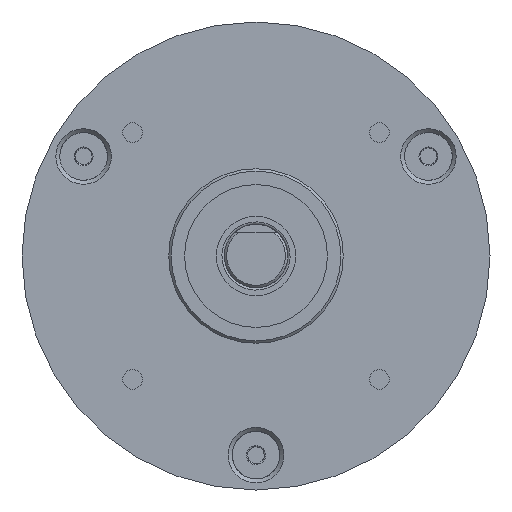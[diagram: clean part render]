
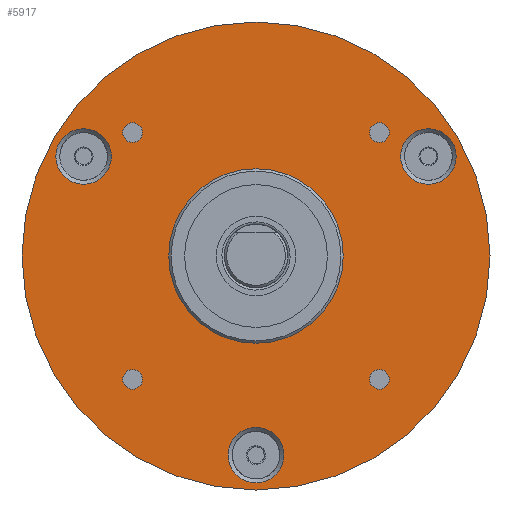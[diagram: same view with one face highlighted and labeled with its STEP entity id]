
A CAD part, front view. The second image highlights one B-rep face of the part: STEP entity #5917.
In plain terms, the highlighted planar face has unit normal (0, -1, 0).
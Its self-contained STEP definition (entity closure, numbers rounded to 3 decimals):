
#44 = DIRECTION ( 'NONE',  ( 1., 0., 0. ) ) ;
#89 = ORIENTED_EDGE ( 'NONE', *, *, #9180, .F. ) ;
#106 = VERTEX_POINT ( 'NONE', #2263 ) ;
#232 = FACE_BOUND ( 'NONE', #11209, .T. ) ;
#353 = CIRCLE ( 'NONE', #5154, 29.5 ) ;
#601 = CARTESIAN_POINT ( 'NONE',  ( 16.806, -7.5, -15.556 ) ) ;
#636 = CARTESIAN_POINT ( 'NONE',  ( 16.806, -7.5, 15.556 ) ) ;
#799 = CIRCLE ( 'NONE', #7564, 1.25 ) ;
#1132 = CIRCLE ( 'NONE', #3744, 1.25 ) ;
#1195 = AXIS2_PLACEMENT_3D ( 'NONE', #4074, #3119, #1407 ) ;
#1203 = FACE_BOUND ( 'NONE', #4118, .T. ) ;
#1212 = DIRECTION ( 'NONE',  ( 1., 0., 0. ) ) ;
#1265 = CARTESIAN_POINT ( 'NONE',  ( 0., -7.5, -25.1 ) ) ;
#1313 = EDGE_LOOP ( 'NONE', ( #9762 ) ) ;
#1407 = DIRECTION ( 'NONE',  ( 1., 0., 0. ) ) ;
#1489 = EDGE_CURVE ( 'NONE', #8680, #8680, #9596, .T. ) ;
#1497 = VERTEX_POINT ( 'NONE', #601 ) ;
#1671 = CIRCLE ( 'NONE', #4802, 1.25 ) ;
#1789 = FACE_OUTER_BOUND ( 'NONE', #1313, .T. ) ;
#2213 = DIRECTION ( 'NONE',  ( 0., -1., 0. ) ) ;
#2263 = CARTESIAN_POINT ( 'NONE',  ( 25.237, -7.5, 12.55 ) ) ;
#2464 = DIRECTION ( 'NONE',  ( 0., -1., 0. ) ) ;
#2668 = EDGE_CURVE ( 'NONE', #9119, #9119, #10160, .T. ) ;
#2818 = EDGE_LOOP ( 'NONE', ( #11589 ) ) ;
#3119 = DIRECTION ( 'NONE',  ( 0., -1., 0. ) ) ;
#3145 = CARTESIAN_POINT ( 'NONE',  ( -21.737, -7.5, 12.55 ) ) ;
#3662 = DIRECTION ( 'NONE',  ( 0., -1., 0. ) ) ;
#3676 = AXIS2_PLACEMENT_3D ( 'NONE', #3145, #4919, #9428 ) ;
#3744 = AXIS2_PLACEMENT_3D ( 'NONE', #7726, #2213, #5085 ) ;
#3867 = EDGE_LOOP ( 'NONE', ( #5953 ) ) ;
#3972 = EDGE_CURVE ( 'NONE', #7545, #7545, #9153, .T. ) ;
#4074 = CARTESIAN_POINT ( 'NONE',  ( -15.556, -7.5, -15.556 ) ) ;
#4118 = EDGE_LOOP ( 'NONE', ( #5845 ) ) ;
#4334 = FACE_BOUND ( 'NONE', #3867, .T. ) ;
#4756 = FACE_BOUND ( 'NONE', #2818, .T. ) ;
#4782 = DIRECTION ( 'NONE',  ( 0., -1., 0. ) ) ;
#4802 = AXIS2_PLACEMENT_3D ( 'NONE', #7823, #2464, #8734 ) ;
#4805 = AXIS2_PLACEMENT_3D ( 'NONE', #1265, #7861, #8899 ) ;
#4859 = PLANE ( 'NONE',  #6299 ) ;
#4919 = DIRECTION ( 'NONE',  ( 0., -1., 0. ) ) ;
#5085 = DIRECTION ( 'NONE',  ( 1., 0., 0. ) ) ;
#5154 = AXIS2_PLACEMENT_3D ( 'NONE', #5947, #8577, #9620 ) ;
#5255 = EDGE_CURVE ( 'NONE', #106, #106, #8842, .T. ) ;
#5306 = FACE_BOUND ( 'NONE', #6209, .T. ) ;
#5318 = VERTEX_POINT ( 'NONE', #9527 ) ;
#5398 = CIRCLE ( 'NONE', #3676, 3.5 ) ;
#5502 = ORIENTED_EDGE ( 'NONE', *, *, #5255, .F. ) ;
#5553 = ORIENTED_EDGE ( 'NONE', *, *, #8845, .F. ) ;
#5728 = CARTESIAN_POINT ( 'NONE',  ( -14.306, -7.5, -15.556 ) ) ;
#5845 = ORIENTED_EDGE ( 'NONE', *, *, #3972, .F. ) ;
#5917 = ADVANCED_FACE ( 'NONE', ( #1789, #4334, #10746, #5306, #5986, #1203, #232, #7118, #4756 ), #4859, .F. ) ;
#5947 = CARTESIAN_POINT ( 'NONE',  ( 0., -7.5, 0. ) ) ;
#5953 = ORIENTED_EDGE ( 'NONE', *, *, #1489, .F. ) ;
#5986 = FACE_BOUND ( 'NONE', #10138, .T. ) ;
#6191 = CARTESIAN_POINT ( 'NONE',  ( 21.737, -7.5, 12.55 ) ) ;
#6209 = EDGE_LOOP ( 'NONE', ( #89 ) ) ;
#6299 = AXIS2_PLACEMENT_3D ( 'NONE', #10242, #10174, #10976 ) ;
#6359 = ORIENTED_EDGE ( 'NONE', *, *, #9602, .F. ) ;
#6631 = EDGE_CURVE ( 'NONE', #11024, #11024, #353, .T. ) ;
#7112 = EDGE_LOOP ( 'NONE', ( #5502 ) ) ;
#7118 = FACE_BOUND ( 'NONE', #7112, .T. ) ;
#7545 = VERTEX_POINT ( 'NONE', #9380 ) ;
#7564 = AXIS2_PLACEMENT_3D ( 'NONE', #10974, #4782, #1212 ) ;
#7687 = VERTEX_POINT ( 'NONE', #636 ) ;
#7726 = CARTESIAN_POINT ( 'NONE',  ( 15.556, -7.5, -15.556 ) ) ;
#7823 = CARTESIAN_POINT ( 'NONE',  ( -15.556, -7.5, 15.556 ) ) ;
#7827 = EDGE_CURVE ( 'NONE', #1497, #1497, #1132, .T. ) ;
#7861 = DIRECTION ( 'NONE',  ( 0., -1., 0. ) ) ;
#7882 = AXIS2_PLACEMENT_3D ( 'NONE', #6191, #3662, #44 ) ;
#8566 = CARTESIAN_POINT ( 'NONE',  ( -29.5, -7.5, 0. ) ) ;
#8577 = DIRECTION ( 'NONE',  ( 0., 1., 0. ) ) ;
#8674 = AXIS2_PLACEMENT_3D ( 'NONE', #11258, #8731, #11305 ) ;
#8680 = VERTEX_POINT ( 'NONE', #5728 ) ;
#8731 = DIRECTION ( 'NONE',  ( 0., 1., 0. ) ) ;
#8734 = DIRECTION ( 'NONE',  ( 1., 0., 0. ) ) ;
#8758 = EDGE_LOOP ( 'NONE', ( #9124 ) ) ;
#8842 = CIRCLE ( 'NONE', #7882, 3.5 ) ;
#8845 = EDGE_CURVE ( 'NONE', #5318, #5318, #1671, .T. ) ;
#8899 = DIRECTION ( 'NONE',  ( 1., 0., 0. ) ) ;
#9119 = VERTEX_POINT ( 'NONE', #11183 ) ;
#9124 = ORIENTED_EDGE ( 'NONE', *, *, #7827, .F. ) ;
#9153 = CIRCLE ( 'NONE', #4805, 3.5 ) ;
#9180 = EDGE_CURVE ( 'NONE', #7687, #7687, #799, .T. ) ;
#9380 = CARTESIAN_POINT ( 'NONE',  ( 3.5, -7.5, -25.1 ) ) ;
#9428 = DIRECTION ( 'NONE',  ( 1., 0., 0. ) ) ;
#9527 = CARTESIAN_POINT ( 'NONE',  ( -14.306, -7.5, 15.556 ) ) ;
#9596 = CIRCLE ( 'NONE', #1195, 1.25 ) ;
#9602 = EDGE_CURVE ( 'NONE', #11604, #11604, #5398, .T. ) ;
#9620 = DIRECTION ( 'NONE',  ( -1., 0., 0. ) ) ;
#9762 = ORIENTED_EDGE ( 'NONE', *, *, #6631, .F. ) ;
#10138 = EDGE_LOOP ( 'NONE', ( #5553 ) ) ;
#10160 = CIRCLE ( 'NONE', #8674, 11. ) ;
#10174 = DIRECTION ( 'NONE',  ( 0., 1., 0. ) ) ;
#10242 = CARTESIAN_POINT ( 'NONE',  ( 0., -7.5, 11. ) ) ;
#10746 = FACE_BOUND ( 'NONE', #8758, .T. ) ;
#10974 = CARTESIAN_POINT ( 'NONE',  ( 15.556, -7.5, 15.556 ) ) ;
#10976 = DIRECTION ( 'NONE',  ( 1., 0., 0. ) ) ;
#11024 = VERTEX_POINT ( 'NONE', #8566 ) ;
#11183 = CARTESIAN_POINT ( 'NONE',  ( -11., -7.5, 0. ) ) ;
#11209 = EDGE_LOOP ( 'NONE', ( #6359 ) ) ;
#11258 = CARTESIAN_POINT ( 'NONE',  ( 0., -7.5, 0. ) ) ;
#11305 = DIRECTION ( 'NONE',  ( -1., 0., 0. ) ) ;
#11378 = CARTESIAN_POINT ( 'NONE',  ( -18.237, -7.5, 12.55 ) ) ;
#11589 = ORIENTED_EDGE ( 'NONE', *, *, #2668, .T. ) ;
#11604 = VERTEX_POINT ( 'NONE', #11378 ) ;
